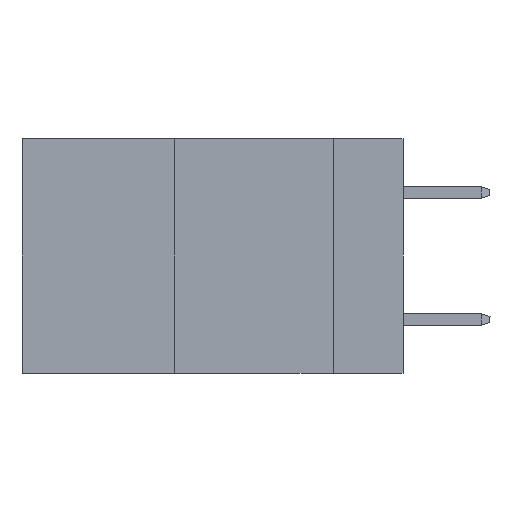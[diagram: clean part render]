
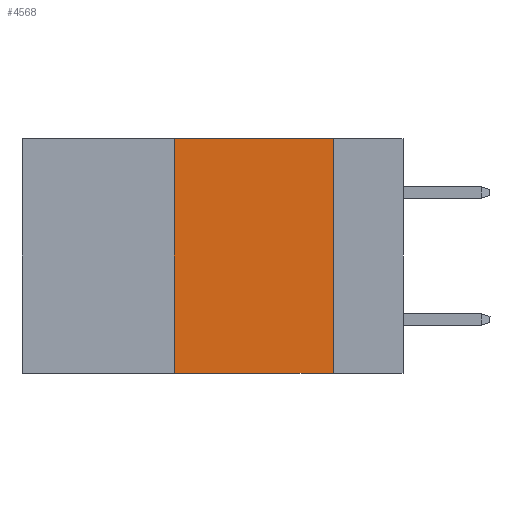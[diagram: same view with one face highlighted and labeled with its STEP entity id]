
A CAD part, left-side view. The second image highlights one B-rep face of the part: STEP entity #4568.
In plain terms, the highlighted planar face has unit normal (-1, 0, 0).
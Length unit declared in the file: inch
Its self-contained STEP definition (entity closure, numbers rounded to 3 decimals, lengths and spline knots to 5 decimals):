
#435 = EDGE_CURVE ( 'NONE', #3834, #1113, #4356, .T. ) ;
#623 = LINE ( 'NONE', #2711, #7894 ) ;
#653 = EDGE_LOOP ( 'NONE', ( #1769, #6769, #1252, #2626 ) ) ;
#746 = DIRECTION ( 'NONE',  ( 0., 0., 1. ) ) ;
#843 = CARTESIAN_POINT ( 'NONE',  ( 0., 0.36, 0. ) ) ;
#1113 = VERTEX_POINT ( 'NONE', #6880 ) ;
#1252 = ORIENTED_EDGE ( 'NONE', *, *, #5797, .F. ) ;
#1345 = VECTOR ( 'NONE', #7142, 39.37008 ) ;
#1455 = LINE ( 'NONE', #4277, #2142 ) ;
#1519 = CARTESIAN_POINT ( 'NONE',  ( 0., 0.6, 0. ) ) ;
#1722 = VERTEX_POINT ( 'NONE', #843 ) ;
#1769 = ORIENTED_EDGE ( 'NONE', *, *, #7011, .F. ) ;
#2142 = VECTOR ( 'NONE', #746, 39.37008 ) ;
#2211 = LINE ( 'NONE', #1519, #5179 ) ;
#2363 = FACE_OUTER_BOUND ( 'NONE', #653, .T. ) ;
#2626 = ORIENTED_EDGE ( 'NONE', *, *, #435, .T. ) ;
#2711 = CARTESIAN_POINT ( 'NONE',  ( 0., 0.11, 0. ) ) ;
#2791 = VERTEX_POINT ( 'NONE', #5036 ) ;
#3512 = CARTESIAN_POINT ( 'NONE',  ( 0., 0.6, -0.37 ) ) ;
#3834 = VERTEX_POINT ( 'NONE', #7039 ) ;
#4151 = DIRECTION ( 'NONE',  ( 0., 0., -1. ) ) ;
#4277 = CARTESIAN_POINT ( 'NONE',  ( 0., 0.36, 0. ) ) ;
#4356 = LINE ( 'NONE', #3512, #1345 ) ;
#4568 = ADVANCED_FACE ( 'NONE', ( #2363 ), #8641, .F. ) ;
#5036 = CARTESIAN_POINT ( 'NONE',  ( 0., 0.11, 0. ) ) ;
#5179 = VECTOR ( 'NONE', #5858, 39.37008 ) ;
#5190 = DIRECTION ( 'NONE',  ( 0., 0., -1. ) ) ;
#5797 = EDGE_CURVE ( 'NONE', #3834, #1722, #1455, .T. ) ;
#5858 = DIRECTION ( 'NONE',  ( 0., -1., 0. ) ) ;
#6651 = CARTESIAN_POINT ( 'NONE',  ( 0., 0.6, 0. ) ) ;
#6769 = ORIENTED_EDGE ( 'NONE', *, *, #8592, .F. ) ;
#6880 = CARTESIAN_POINT ( 'NONE',  ( 0., 0.11, -0.37 ) ) ;
#7011 = EDGE_CURVE ( 'NONE', #2791, #1113, #623, .T. ) ;
#7039 = CARTESIAN_POINT ( 'NONE',  ( 0., 0.36, -0.37 ) ) ;
#7142 = DIRECTION ( 'NONE',  ( 0., -1., 0. ) ) ;
#7594 = AXIS2_PLACEMENT_3D ( 'NONE', #6651, #8732, #5190 ) ;
#7894 = VECTOR ( 'NONE', #4151, 39.37008 ) ;
#8592 = EDGE_CURVE ( 'NONE', #1722, #2791, #2211, .T. ) ;
#8641 = PLANE ( 'NONE',  #7594 ) ;
#8732 = DIRECTION ( 'NONE',  ( 1., 0., 0. ) ) ;
